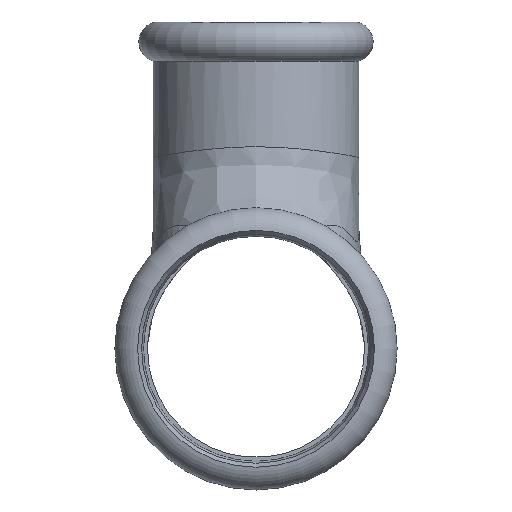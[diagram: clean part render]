
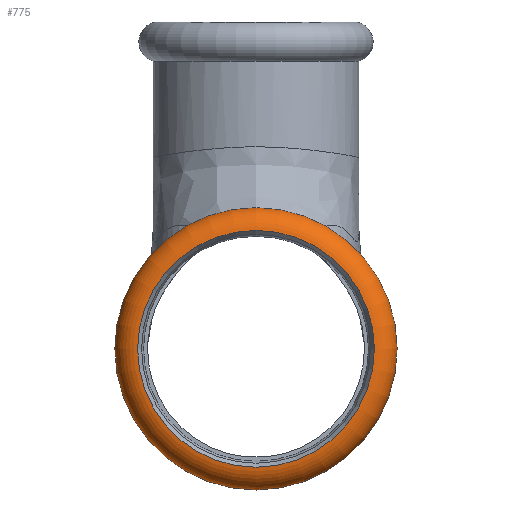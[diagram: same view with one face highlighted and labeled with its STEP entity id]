
A CAD part, left-side view. The second image highlights one B-rep face of the part: STEP entity #775.
In plain terms, the highlighted toroidal (fillet/blend) face has major radius 21.763 mm and minor radius 4.587 mm.
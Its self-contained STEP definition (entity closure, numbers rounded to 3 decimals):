
#126=FACE_OUTER_BOUND('',#165,.T.);
#165=EDGE_LOOP('',(#525,#526,#527,#528,#529,#530,#531,#532));
#219=CIRCLE('',#852,22.7);
#220=CIRCLE('',#853,22.7);
#221=CIRCLE('',#854,4.587);
#222=CIRCLE('',#855,22.1);
#223=CIRCLE('',#856,22.1);
#224=CIRCLE('',#857,22.1);
#225=CIRCLE('',#858,22.7);
#288=VERTEX_POINT('',#1180);
#289=VERTEX_POINT('',#1181);
#290=VERTEX_POINT('',#1183);
#291=VERTEX_POINT('',#1185);
#292=VERTEX_POINT('',#1187);
#293=VERTEX_POINT('',#1189);
#385=EDGE_CURVE('',#288,#289,#219,.T.);
#386=EDGE_CURVE('',#290,#288,#220,.T.);
#387=EDGE_CURVE('',#290,#291,#221,.T.);
#388=EDGE_CURVE('',#291,#292,#222,.T.);
#389=EDGE_CURVE('',#292,#293,#223,.T.);
#390=EDGE_CURVE('',#293,#291,#224,.T.);
#391=EDGE_CURVE('',#289,#290,#225,.T.);
#525=ORIENTED_EDGE('',*,*,#385,.F.);
#526=ORIENTED_EDGE('',*,*,#386,.F.);
#527=ORIENTED_EDGE('',*,*,#387,.T.);
#528=ORIENTED_EDGE('',*,*,#388,.T.);
#529=ORIENTED_EDGE('',*,*,#389,.T.);
#530=ORIENTED_EDGE('',*,*,#390,.T.);
#531=ORIENTED_EDGE('',*,*,#387,.F.);
#532=ORIENTED_EDGE('',*,*,#391,.F.);
#764=TOROIDAL_SURFACE('',#851,21.763,4.587);
#775=ADVANCED_FACE('',(#126),#764,.T.);
#851=AXIS2_PLACEMENT_3D('',#1179,#974,#975);
#852=AXIS2_PLACEMENT_3D('',#1182,#976,#977);
#853=AXIS2_PLACEMENT_3D('',#1184,#978,#979);
#854=AXIS2_PLACEMENT_3D('',#1186,#980,#981);
#855=AXIS2_PLACEMENT_3D('',#1188,#982,#983);
#856=AXIS2_PLACEMENT_3D('',#1190,#984,#985);
#857=AXIS2_PLACEMENT_3D('',#1191,#986,#987);
#858=AXIS2_PLACEMENT_3D('',#1192,#988,#989);
#974=DIRECTION('center_axis',(1.,0.,0.));
#975=DIRECTION('ref_axis',(0.,0.,1.));
#976=DIRECTION('center_axis',(1.,0.,0.));
#977=DIRECTION('ref_axis',(0.,1.,0.));
#978=DIRECTION('center_axis',(1.,0.,0.));
#979=DIRECTION('ref_axis',(0.,1.,0.));
#980=DIRECTION('center_axis',(0.,1.,0.));
#981=DIRECTION('ref_axis',(0.,0.,-1.));
#982=DIRECTION('center_axis',(1.,0.,0.));
#983=DIRECTION('ref_axis',(0.,1.,0.));
#984=DIRECTION('center_axis',(1.,0.,0.));
#985=DIRECTION('ref_axis',(0.,1.,0.));
#986=DIRECTION('center_axis',(1.,0.,0.));
#987=DIRECTION('ref_axis',(0.,1.,0.));
#988=DIRECTION('center_axis',(1.,0.,0.));
#989=DIRECTION('ref_axis',(0.,1.,0.));
#1179=CARTESIAN_POINT('Origin',(-52.426,0.,0.));
#1180=CARTESIAN_POINT('',(-47.936,22.7,0.));
#1181=CARTESIAN_POINT('',(-47.936,-22.7,0.));
#1182=CARTESIAN_POINT('Origin',(-47.936,0.,0.));
#1183=CARTESIAN_POINT('',(-47.936,0.,-22.7));
#1184=CARTESIAN_POINT('Origin',(-47.936,0.,0.));
#1185=CARTESIAN_POINT('',(-57.,0.,-22.1));
#1186=CARTESIAN_POINT('Origin',(-52.426,0.,
-21.763));
#1187=CARTESIAN_POINT('',(-57.,22.1,0.));
#1188=CARTESIAN_POINT('Origin',(-57.,0.,0.));
#1189=CARTESIAN_POINT('',(-57.,-22.1,0.));
#1190=CARTESIAN_POINT('Origin',(-57.,0.,0.));
#1191=CARTESIAN_POINT('Origin',(-57.,0.,0.));
#1192=CARTESIAN_POINT('Origin',(-47.936,0.,0.));
